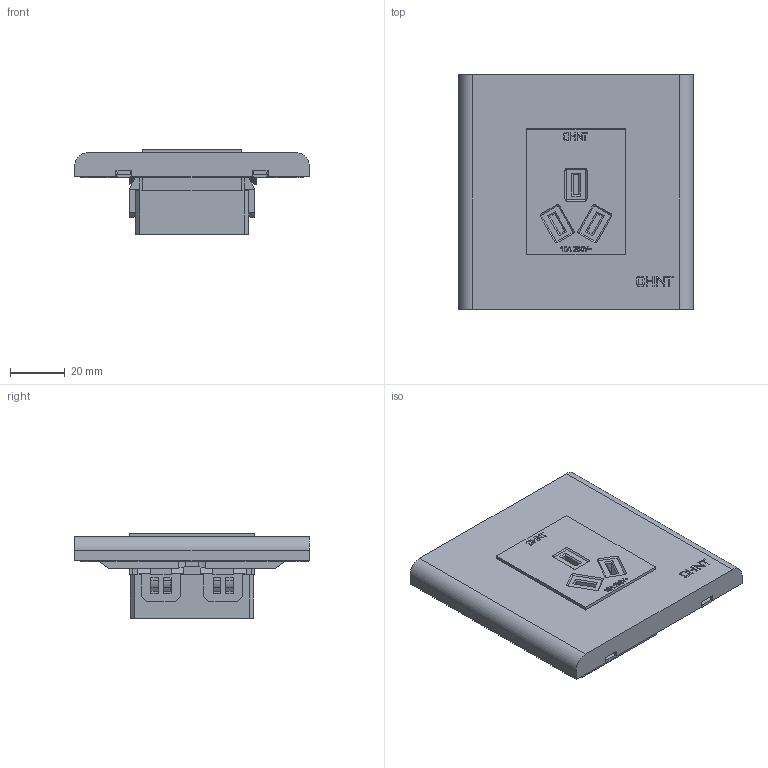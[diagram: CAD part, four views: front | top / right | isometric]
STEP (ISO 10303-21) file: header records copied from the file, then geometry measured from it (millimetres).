
FILE_DESCRIPTION (( 'STEP AP214' ), '1' );
FILE_NAME ('88040260.STEP', '2013-07-31T20:52:02', ( 'ATS DESKTOP 3' ), ( 'Microsoft' ), 'SwSTEP 2.0', 'SolidWorks 2013', '' );
FILE_SCHEMA (( 'AUTOMOTIVE_DESIGN' ));
Length unit declared in the file: inch
Products named in the file (4): 88040260-3; 88040260-2; 88040260-1; 88040260
Assembly tree (3 placements, depth 2):
  88040260
    88040260-1
    88040260-2
    88040260-3
Bounding box: 86.11 x 86.11 x 31.11 mm (x, y, z)
Volume: 85469.4 mm3; surface area: 49769.2 mm2
Topology: 3 solids, 3 shells, 1183 faces, 3300 edges, 2180 vertices
Faces by surface type: plane 998, cylinder 84, bspline 71, cone 26, torus 4
Entity records: 48354 total; most frequent: CARTESIAN_POINT 10434, ORIENTED_EDGE 6600, DIRECTION 5588, EDGE_CURVE 3300, LINE 2920, VECTOR 2920, VERTEX_POINT 2180, AXIS2_PLACEMENT_3D 1334
